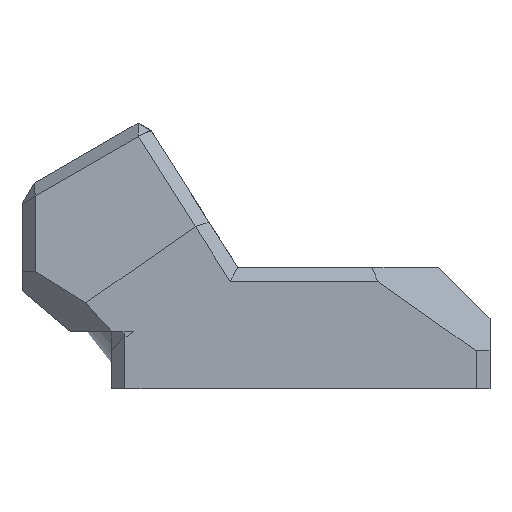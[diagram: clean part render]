
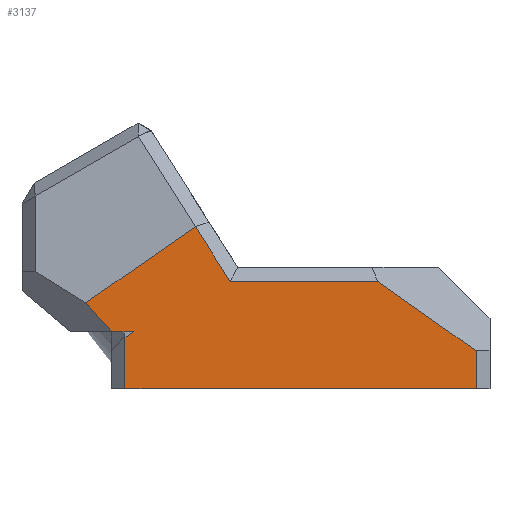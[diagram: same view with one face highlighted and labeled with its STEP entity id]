
A CAD part, front view. The second image highlights one B-rep face of the part: STEP entity #3137.
In plain terms, the highlighted planar face has unit normal (0, -1, 0).
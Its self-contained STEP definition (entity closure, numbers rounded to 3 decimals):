
#99=FACE_OUTER_BOUND('',#280,.T.);
#280=EDGE_LOOP('',(#2172,#2173,#2174,#2175,#2176,#2177,#2178,#2179,#2180,
#2181));
#621=LINE('',#4758,#935);
#624=LINE('',#4764,#938);
#625=LINE('',#4766,#939);
#626=LINE('',#4768,#940);
#627=LINE('',#4770,#941);
#628=LINE('',#4772,#942);
#629=LINE('',#4774,#943);
#630=LINE('',#4776,#944);
#631=LINE('',#4778,#945);
#632=LINE('',#4779,#946);
#935=VECTOR('',#3795,10.);
#938=VECTOR('',#3800,10.);
#939=VECTOR('',#3801,10.);
#940=VECTOR('',#3802,10.);
#941=VECTOR('',#3803,10.);
#942=VECTOR('',#3804,10.);
#943=VECTOR('',#3805,10.);
#944=VECTOR('',#3806,10.);
#945=VECTOR('',#3807,10.);
#946=VECTOR('',#3808,10.);
#1283=VERTEX_POINT('',#4755);
#1284=VERTEX_POINT('',#4757);
#1286=VERTEX_POINT('',#4763);
#1287=VERTEX_POINT('',#4765);
#1288=VERTEX_POINT('',#4767);
#1289=VERTEX_POINT('',#4769);
#1290=VERTEX_POINT('',#4771);
#1291=VERTEX_POINT('',#4773);
#1292=VERTEX_POINT('',#4775);
#1293=VERTEX_POINT('',#4777);
#1619=EDGE_CURVE('',#1283,#1284,#621,.T.);
#1622=EDGE_CURVE('',#1286,#1283,#624,.T.);
#1623=EDGE_CURVE('',#1286,#1287,#625,.T.);
#1624=EDGE_CURVE('',#1288,#1287,#626,.T.);
#1625=EDGE_CURVE('',#1289,#1288,#627,.T.);
#1626=EDGE_CURVE('',#1290,#1289,#628,.T.);
#1627=EDGE_CURVE('',#1291,#1290,#629,.T.);
#1628=EDGE_CURVE('',#1292,#1291,#630,.T.);
#1629=EDGE_CURVE('',#1293,#1292,#631,.T.);
#1630=EDGE_CURVE('',#1293,#1284,#632,.T.);
#2172=ORIENTED_EDGE('',*,*,#1619,.F.);
#2173=ORIENTED_EDGE('',*,*,#1622,.F.);
#2174=ORIENTED_EDGE('',*,*,#1623,.T.);
#2175=ORIENTED_EDGE('',*,*,#1624,.F.);
#2176=ORIENTED_EDGE('',*,*,#1625,.F.);
#2177=ORIENTED_EDGE('',*,*,#1626,.F.);
#2178=ORIENTED_EDGE('',*,*,#1627,.F.);
#2179=ORIENTED_EDGE('',*,*,#1628,.F.);
#2180=ORIENTED_EDGE('',*,*,#1629,.F.);
#2181=ORIENTED_EDGE('',*,*,#1630,.T.);
#2986=PLANE('',#3367);
#3137=ADVANCED_FACE('',(#99),#2986,.T.);
#3367=AXIS2_PLACEMENT_3D('',#4762,#3798,#3799);
#3795=DIRECTION('',(-0.669,0.,0.744));
#3798=DIRECTION('center_axis',(0.,-1.,0.));
#3799=DIRECTION('ref_axis',(1.,0.,0.));
#3800=DIRECTION('',(-1.,0.,0.));
#3801=DIRECTION('',(-0.821,0.,-0.57));
#3802=DIRECTION('',(0.,0.,1.));
#3803=DIRECTION('',(-1.,0.,0.));
#3804=DIRECTION('',(0.,0.,-1.));
#3805=DIRECTION('',(0.816,0.,-0.577));
#3806=DIRECTION('',(1.,0.,0.));
#3807=DIRECTION('',(0.535,0.,-0.845));
#3808=DIRECTION('',(-0.821,0.,-0.57));
#4755=CARTESIAN_POINT('',(-16.757,-12.763,-7.897));
#4757=CARTESIAN_POINT('',(-18.628,-12.763,-5.815));
#4758=CARTESIAN_POINT('',(-18.804,-12.763,-5.62));
#4762=CARTESIAN_POINT('Origin',(-22.881,-12.763,-11.997));
#4763=CARTESIAN_POINT('',(-15.227,-12.763,-7.897));
#4764=CARTESIAN_POINT('',(-16.24,-12.763,-7.897));
#4765=CARTESIAN_POINT('',(-15.812,-12.763,-8.303));
#4766=CARTESIAN_POINT('',(-9.181,-12.763,-3.699));
#4767=CARTESIAN_POINT('',(-15.812,-12.763,-11.997));
#4768=CARTESIAN_POINT('',(-15.812,-12.763,-11.997));
#4769=CARTESIAN_POINT('',(9.413,-12.763,-11.997));
#4770=CARTESIAN_POINT('',(-9.84,-12.763,-11.997));
#4771=CARTESIAN_POINT('',(9.413,-12.763,-9.265));
#4772=CARTESIAN_POINT('',(9.413,-12.763,-11.997));
#4773=CARTESIAN_POINT('',(2.342,-12.763,-4.265));
#4774=CARTESIAN_POINT('',(-1.959,-12.763,-1.224));
#4775=CARTESIAN_POINT('',(-8.261,-12.763,-4.265));
#4776=CARTESIAN_POINT('',(-12.639,-12.763,-4.265));
#4777=CARTESIAN_POINT('',(-10.747,-12.763,-0.343));
#4778=CARTESIAN_POINT('',(-9.52,-12.763,-2.279));
#4779=CARTESIAN_POINT('',(-15.581,-12.763,-3.699));
